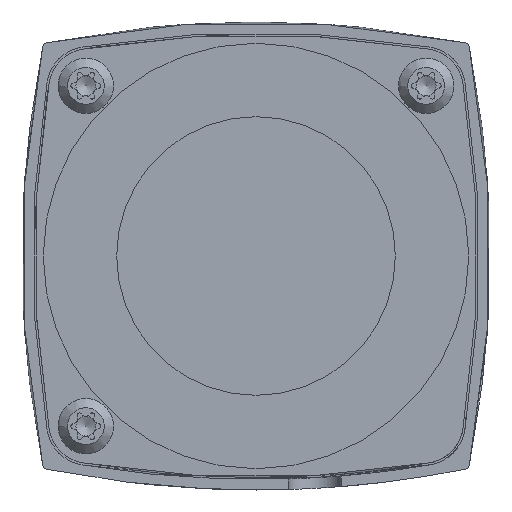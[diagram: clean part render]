
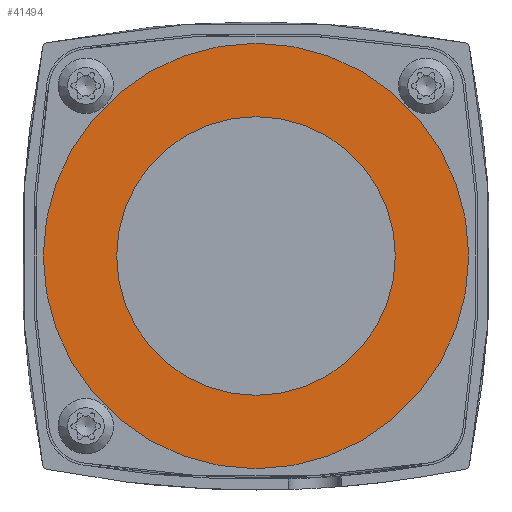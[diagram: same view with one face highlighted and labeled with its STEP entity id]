
A CAD part, front view. The second image highlights one B-rep face of the part: STEP entity #41494.
In plain terms, the highlighted face is planar.
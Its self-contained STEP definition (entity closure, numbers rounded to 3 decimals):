
#41182=CARTESIAN_POINT('',(-46.,20.,0.0));
#41183=VERTEX_POINT('',#41182);
#41184=CARTESIAN_POINT('',(-46.,0.,0.0));
#41185=DIRECTION('',(1.0,0.0,0.0));
#41186=DIRECTION('',(0.0,1.0,0.0));
#41187=AXIS2_PLACEMENT_3D('',#41184,#41185,#41186);
#41188=CIRCLE('',#41187,20.);
#41189=EDGE_CURVE('',#41183,#41183,#41188,.T.);
#41468=CARTESIAN_POINT('',(-46.,13.1,0.0));
#41469=VERTEX_POINT('',#41468);
#41470=CARTESIAN_POINT('',(-46.,0.,0.0));
#41471=DIRECTION('',(1.0,0.0,0.0));
#41472=DIRECTION('',(0.0,1.0,0.0));
#41473=AXIS2_PLACEMENT_3D('',#41470,#41471,#41472);
#41474=CIRCLE('',#41473,13.1);
#41475=EDGE_CURVE('',#41469,#41469,#41474,.T.);
#41483=CARTESIAN_POINT('',(-46.,16.55,0.0));
#41484=DIRECTION('',(-1.0,0.0,0.0));
#41485=DIRECTION('',(0.0,0.0,1.0));
#41486=AXIS2_PLACEMENT_3D('',#41483,#41484,#41485);
#41487=PLANE('',#41486);
#41488=ORIENTED_EDGE('',*,*,#41189,.F.);
#41489=EDGE_LOOP('',(#41488));
#41490=FACE_OUTER_BOUND('',#41489,.T.);
#41491=ORIENTED_EDGE('',*,*,#41475,.T.);
#41492=EDGE_LOOP('',(#41491));
#41493=FACE_BOUND('',#41492,.T.);
#41494=ADVANCED_FACE('',(#41490,#41493),#41487,.T.);
